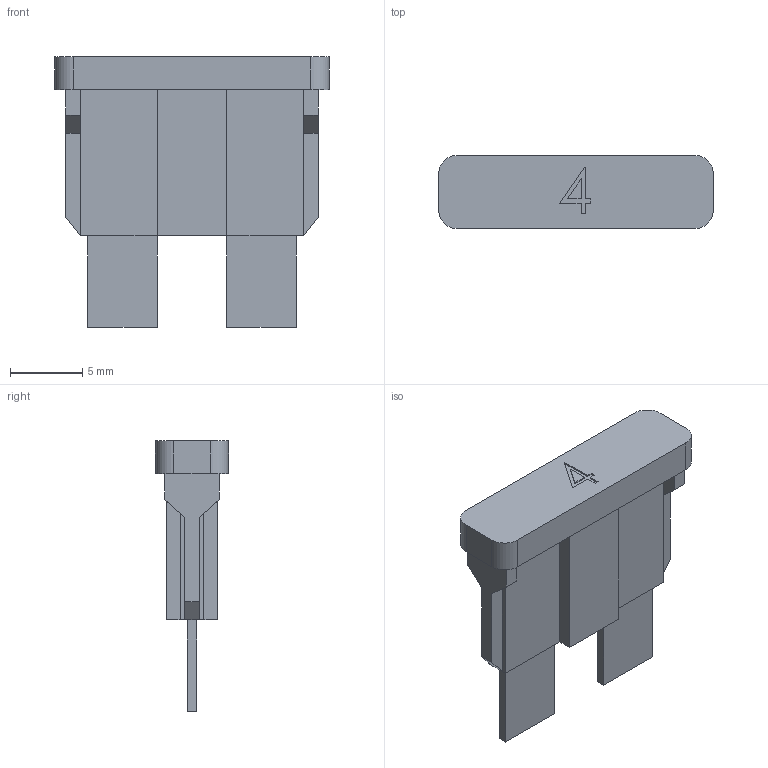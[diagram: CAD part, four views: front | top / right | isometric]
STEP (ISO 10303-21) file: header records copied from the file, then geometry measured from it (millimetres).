
FILE_DESCRIPTION (( 'STEP AP214' ), '1' );
FILE_NAME ('Fuse ATO 4A.step', '2019-03-28T02:02:26', ( '' ), ( '' ), 'SwSTEP 2.0', 'SolidWorks 2018', '' );
FILE_SCHEMA (( 'AUTOMOTIVE_DESIGN' ));
Length unit declared in the file: inch
Products named in the file (1): Fuse ATO 4A
Bounding box: 19.05 x 5.08 x 18.8 mm (x, y, z)
Volume: 545.4 mm3; surface area: 1061.4 mm2
Topology: 1 solids, 1 shells, 107 faces, 289 edges, 186 vertices
Faces by surface type: plane 95, cylinder 12
Entity records: 4726 total; most frequent: CARTESIAN_POINT 583, ORIENTED_EDGE 578, DIRECTION 533, EDGE_CURVE 289, VECTOR 261, LINE 261, VERTEX_POINT 186, AXIS2_PLACEMENT_3D 136
